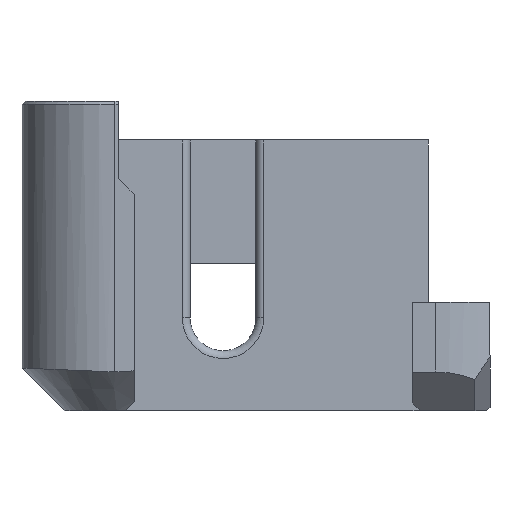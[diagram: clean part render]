
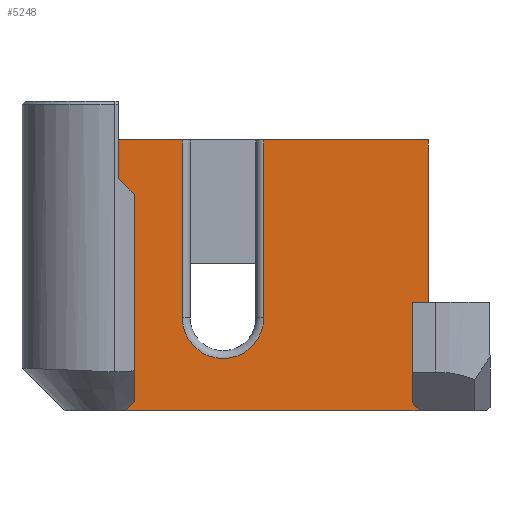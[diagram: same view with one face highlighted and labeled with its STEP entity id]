
A CAD part, left-side view. The second image highlights one B-rep face of the part: STEP entity #5248.
In plain terms, the highlighted planar face has unit normal (-1, 0, 0).
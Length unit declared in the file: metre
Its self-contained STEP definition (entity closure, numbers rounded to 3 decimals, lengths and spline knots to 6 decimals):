
#215=CIRCLE('',#5664,0.00525);
#1152=ORIENTED_EDGE('',*,*,#2330,.F.);
#1153=ORIENTED_EDGE('',*,*,#2326,.F.);
#1154=ORIENTED_EDGE('',*,*,#2329,.F.);
#1155=ORIENTED_EDGE('',*,*,#2331,.F.);
#1156=ORIENTED_EDGE('',*,*,#2046,.T.);
#1157=ORIENTED_EDGE('',*,*,#1866,.F.);
#1158=ORIENTED_EDGE('',*,*,#2332,.F.);
#1159=ORIENTED_EDGE('',*,*,#2333,.F.);
#1160=ORIENTED_EDGE('',*,*,#2334,.F.);
#1866=EDGE_CURVE('',#2628,#2629,#3118,.T.);
#2046=EDGE_CURVE('',#2763,#2629,#3246,.T.);
#2326=EDGE_CURVE('',#2946,#2945,#215,.T.);
#2329=EDGE_CURVE('',#2948,#2946,#3445,.T.);
#2330=EDGE_CURVE('',#2945,#2949,#3446,.T.);
#2331=EDGE_CURVE('',#2763,#2948,#3447,.T.);
#2332=EDGE_CURVE('',#2874,#2628,#3448,.T.);
#2333=EDGE_CURVE('',#2950,#2874,#3449,.T.);
#2334=EDGE_CURVE('',#2949,#2950,#3450,.T.);
#2628=VERTEX_POINT('',#7419);
#2629=VERTEX_POINT('',#7421);
#2763=VERTEX_POINT('',#7809);
#2874=VERTEX_POINT('',#8165);
#2945=VERTEX_POINT('',#8651);
#2946=VERTEX_POINT('',#8653);
#2948=VERTEX_POINT('',#8659);
#2949=VERTEX_POINT('',#8663);
#2950=VERTEX_POINT('',#8667);
#3118=LINE('',#7420,#3687);
#3246=LINE('',#7808,#3815);
#3445=LINE('',#8660,#4014);
#3446=LINE('',#8662,#4015);
#3447=LINE('',#8664,#4016);
#3448=LINE('',#8665,#4017);
#3449=LINE('',#8666,#4018);
#3450=LINE('',#8668,#4019);
#3687=VECTOR('',#5897,1.);
#3815=VECTOR('',#6215,1.);
#4014=VECTOR('',#6750,1.);
#4015=VECTOR('',#6753,1.);
#4016=VECTOR('',#6754,1.);
#4017=VECTOR('',#6755,1.);
#4018=VECTOR('',#6756,1.);
#4019=VECTOR('',#6757,1.);
#4411=EDGE_LOOP('',(#1152,#1153,#1154,#1155,#1156,#1157,#1158,#1159,#1160));
#4744=FACE_BOUND('',#4411,.T.);
#4983=PLANE('',#5667);
#5248=ADVANCED_FACE('',(#4744),#4983,.T.);
#5664=AXIS2_PLACEMENT_3D('',#8654,#6743,#6744);
#5667=AXIS2_PLACEMENT_3D('',#8661,#6751,#6752);
#5897=DIRECTION('',(0.,1.,0.));
#6215=DIRECTION('',(0.,0.,-1.));
#6743=DIRECTION('',(-1.,0.,0.));
#6744=DIRECTION('',(0.,1.,0.));
#6750=DIRECTION('',(0.,0.,-1.));
#6751=DIRECTION('',(-1.,0.,0.));
#6752=DIRECTION('',(0.,1.,0.));
#6753=DIRECTION('',(0.,0.,1.));
#6754=DIRECTION('',(0.,-1.,0.));
#6755=DIRECTION('',(0.,0.,-1.));
#6756=DIRECTION('',(0.,0.,-1.));
#6757=DIRECTION('',(0.,-1.,0.));
#7419=CARTESIAN_POINT('',(-0.01645,-0.0194,0.));
#7420=CARTESIAN_POINT('',(-0.01645,-0.004607,0.));
#7421=CARTESIAN_POINT('',(-0.01645,0.0206,0.));
#7808=CARTESIAN_POINT('',(-0.01645,0.0206,0.001));
#7809=CARTESIAN_POINT('',(-0.01645,0.0206,0.035));
#8165=CARTESIAN_POINT('',(-0.01645,-0.0194,0.014));
#8651=CARTESIAN_POINT('',(-0.01645,0.00185,0.012));
#8653=CARTESIAN_POINT('',(-0.01645,0.01235,0.012));
#8654=CARTESIAN_POINT('',(-0.01645,0.0071,0.012));
#8659=CARTESIAN_POINT('',(-0.01645,0.01235,0.035));
#8660=CARTESIAN_POINT('',(-0.01645,0.01235,0.009));
#8661=CARTESIAN_POINT('',(-0.01645,-0.0194,0.001));
#8662=CARTESIAN_POINT('',(-0.01645,0.00185,0.018));
#8663=CARTESIAN_POINT('',(-0.01645,0.00185,0.035));
#8664=CARTESIAN_POINT('',(-0.01645,-0.004607,0.035));
#8665=CARTESIAN_POINT('',(-0.01645,-0.0194,0.001));
#8666=CARTESIAN_POINT('',(-0.01645,-0.0194,0.001));
#8667=CARTESIAN_POINT('',(-0.01645,-0.0194,0.035));
#8668=CARTESIAN_POINT('',(-0.01645,-0.004607,0.035));
